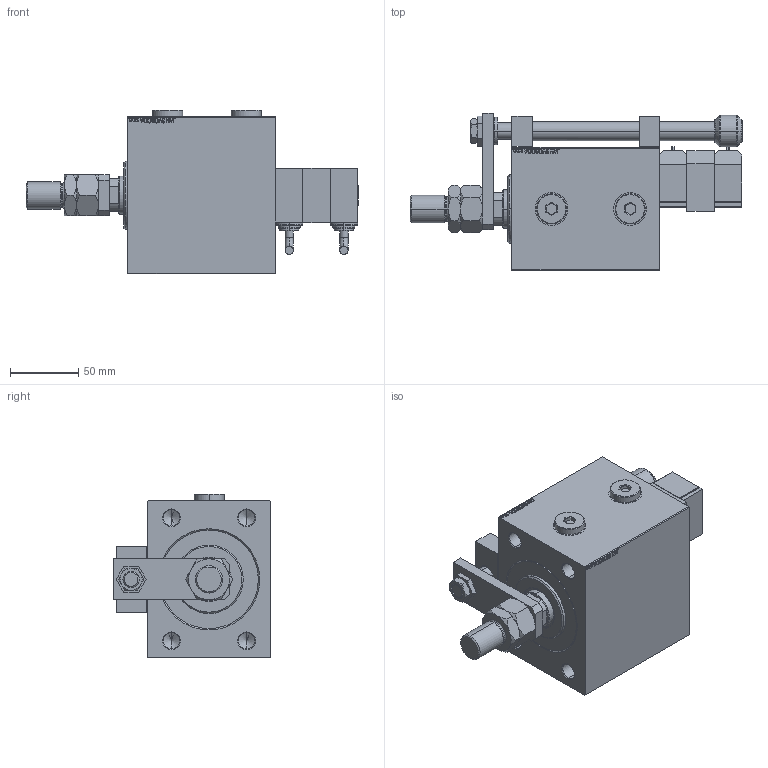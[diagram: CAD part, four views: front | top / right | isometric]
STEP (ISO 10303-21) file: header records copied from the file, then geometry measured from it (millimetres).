
FILE_DESCRIPTION (( 'STEP AP203' ), '1' );
FILE_NAME ('7ee4.STEP', '2024-02-11T23:21:51', ( '' ), ( '' ), 'SwSTEP 2.0', 'SolidWorks 2019', '' );
FILE_SCHEMA (( 'CONFIG_CONTROL_DESIGN' ));
Length unit declared in the file: millimetre
Products named in the file (15): V450CM_B_Body 1774f0c6ad93f1116cdb17d49ca2de9c; 7ee4; V450CM_VC_B 1774f0c6ad93f1116cdb17d49ca2de9c; NUT_D19_P 1774f0c6ad93f1116cdb17d49ca2de9c; NUT_D16 1774f0c6ad93f1116cdb17d49ca2de9c; SWITCH_P_FRONT_BACK 1774f0c6ad93f1116cdb17d49ca2de9c; Zatka_OIL_PORT 1774f0c6ad93f1116cdb17d49ca2de9c; MIDDLE 1774f0c6ad93f1116cdb17d49ca2de9c; TYC_P 1774f0c6ad93f1116cdb17d49ca2de9c; KROUZEK_PRO_TYC 1774f0c6ad93f1116cdb17d49ca2de9c; P_V_Z_MTA 1774f0c6ad93f1116cdb17d49ca2de9c; ZARAZKA_P 1774f0c6ad93f1116cdb17d49ca2de9c; V450CM_B_VCP 1774f0c6ad93f1116cdb17d49ca2de9c; SWITCH P 1774f0c6ad93f1116cdb17d49ca2de9c; SWITCH DIM W_B 1774f0c6ad93f1116cdb17d49ca2de9c
Assembly tree (17 placements, depth 2):
  7ee4
    V450CM_B_Body 1774f0c6ad93f1116cdb17d49ca2de9c
    V450CM_B_VCP 1774f0c6ad93f1116cdb17d49ca2de9c
    V450CM_VC_B 1774f0c6ad93f1116cdb17d49ca2de9c
    NUT_D16 1774f0c6ad93f1116cdb17d49ca2de9c
    NUT_D19_P 1774f0c6ad93f1116cdb17d49ca2de9c
    SWITCH DIM W_B 1774f0c6ad93f1116cdb17d49ca2de9c
    ZARAZKA_P 1774f0c6ad93f1116cdb17d49ca2de9c
    TYC_P 1774f0c6ad93f1116cdb17d49ca2de9c
    SWITCH_P_FRONT_BACK 1774f0c6ad93f1116cdb17d49ca2de9c  x2
    SWITCH P 1774f0c6ad93f1116cdb17d49ca2de9c  x2
    MIDDLE 1774f0c6ad93f1116cdb17d49ca2de9c
    KROUZEK_PRO_TYC 1774f0c6ad93f1116cdb17d49ca2de9c
    P_V_Z_MTA 1774f0c6ad93f1116cdb17d49ca2de9c
    Zatka_OIL_PORT 1774f0c6ad93f1116cdb17d49ca2de9c  x2
Bounding box: 242.8 x 115 x 119.9 mm (x, y, z)
Volume: 1222196.2 mm3; surface area: 184864 mm2
Topology: 17 solids, 17 shells, 1212 faces, 2986 edges, 1926 vertices
Faces by surface type: plane 563, bspline 380, cylinder 134, cone 101, torus 34
Entity records: 52982 total; most frequent: CARTESIAN_POINT 27027, ORIENTED_EDGE 5560, DIRECTION 3817, EDGE_CURVE 2780, VERTEX_POINT 1806, LINE 1577, VECTOR 1577, EDGE_LOOP 1284
